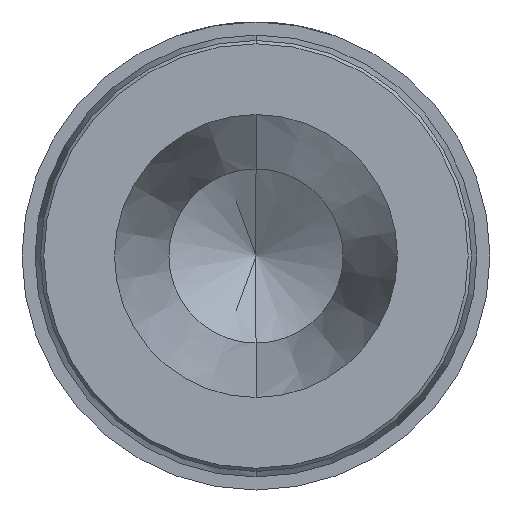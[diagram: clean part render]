
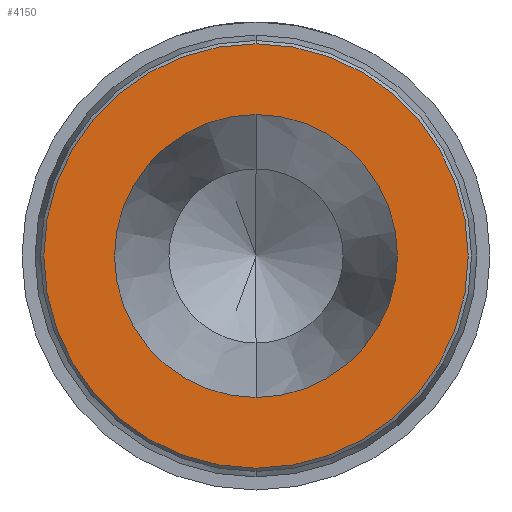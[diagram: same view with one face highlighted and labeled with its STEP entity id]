
A CAD part, front view. The second image highlights one B-rep face of the part: STEP entity #4150.
In plain terms, the highlighted planar face has unit normal (0, -1, 0).
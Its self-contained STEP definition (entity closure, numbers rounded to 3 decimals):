
#14 = DIRECTION ( 'NONE',  ( 0., 1., 0. ) ) ;
#28 = AXIS2_PLACEMENT_3D ( 'NONE', #4409, #3327, #1487 ) ;
#57 = FACE_BOUND ( 'NONE', #3333, .T. ) ;
#62 = AXIS2_PLACEMENT_3D ( 'NONE', #2958, #1126, #3699 ) ;
#270 = CIRCLE ( 'NONE', #4362, 0.975 ) ;
#354 = AXIS2_PLACEMENT_3D ( 'NONE', #1552, #438, #1927 ) ;
#375 = CARTESIAN_POINT ( 'NONE',  ( 0., -18., 0. ) ) ;
#386 = AXIS2_PLACEMENT_3D ( 'NONE', #1471, #3316, #1100 ) ;
#438 = DIRECTION ( 'NONE',  ( 0., 1., 0. ) ) ;
#600 = EDGE_CURVE ( 'Defeature ausgef�hrt3_8+Defeature ausgef�hrt3_9+Defeature ausgef�hrt3_9+Defeature ausgef�hrt3_9', #1190, #3668, #270, .T. ) ;
#659 = EDGE_LOOP ( 'NONE', ( #4775, #4175 ) ) ;
#695 = EDGE_CURVE ( 'Defeature ausgef�hrt3_9+Defeature ausgef�hrt3_15+Defeature ausgef�hrt3_15+Defeature ausgef�hrt3_15', #3221, #1429, #800, .T. ) ;
#800 = CIRCLE ( 'NONE', #62, 0.65 ) ;
#1100 = DIRECTION ( 'NONE',  ( 0., 0., 1. ) ) ;
#1126 = DIRECTION ( 'NONE',  ( 0., 1., 0. ) ) ;
#1190 = VERTEX_POINT ( 'NONE', #3987 ) ;
#1429 = VERTEX_POINT ( 'NONE', #2061 ) ;
#1471 = CARTESIAN_POINT ( 'NONE',  ( 0., -18., 0. ) ) ;
#1487 = DIRECTION ( 'NONE',  ( 0., 0., 1. ) ) ;
#1552 = CARTESIAN_POINT ( 'NONE',  ( 0.975, -18., 0. ) ) ;
#1851 = DIRECTION ( 'NONE',  ( 0., 0., 1. ) ) ;
#1927 = DIRECTION ( 'NONE',  ( 0., 0., 1. ) ) ;
#1938 = EDGE_CURVE ( 'Defeature ausgef�hrt3_9+Defeature ausgef�hrt3_15+Defeature ausgef�hrt3_15+Defeature ausgef�hrt3_15', #1429, #3221, #1979, .T. ) ;
#1979 = CIRCLE ( 'NONE', #28, 0.65 ) ;
#2061 = CARTESIAN_POINT ( 'NONE',  ( 0., -18., -0.65 ) ) ;
#2906 = CIRCLE ( 'NONE', #386, 0.975 ) ;
#2958 = CARTESIAN_POINT ( 'NONE',  ( 0., -18., 0. ) ) ;
#3221 = VERTEX_POINT ( 'NONE', #3792 ) ;
#3316 = DIRECTION ( 'NONE',  ( 0., 1., 0. ) ) ;
#3327 = DIRECTION ( 'NONE',  ( 0., 1., 0. ) ) ;
#3333 = EDGE_LOOP ( 'NONE', ( #3449, #4622 ) ) ;
#3392 = PLANE ( 'NONE',  #354 ) ;
#3449 = ORIENTED_EDGE ( 'NONE', *, *, #1938, .T. ) ;
#3451 = CARTESIAN_POINT ( 'NONE',  ( 0., -18., 0.975 ) ) ;
#3642 = FACE_OUTER_BOUND ( 'NONE', #659, .T. ) ;
#3668 = VERTEX_POINT ( 'NONE', #3451 ) ;
#3699 = DIRECTION ( 'NONE',  ( 0., 0., 1. ) ) ;
#3792 = CARTESIAN_POINT ( 'NONE',  ( 0., -18., 0.65 ) ) ;
#3948 = EDGE_CURVE ( 'Defeature ausgef�hrt3_8+Defeature ausgef�hrt3_9+Defeature ausgef�hrt3_9+Defeature ausgef�hrt3_9', #3668, #1190, #2906, .T. ) ;
#3987 = CARTESIAN_POINT ( 'NONE',  ( 0., -18., -0.975 ) ) ;
#4150 = ADVANCED_FACE ( 'Defeature ausgef�hrt3_9', ( #57, #3642 ), #3392, .F. ) ;
#4175 = ORIENTED_EDGE ( 'NONE', *, *, #600, .F. ) ;
#4362 = AXIS2_PLACEMENT_3D ( 'NONE', #375, #14, #1851 ) ;
#4409 = CARTESIAN_POINT ( 'NONE',  ( 0., -18., 0. ) ) ;
#4622 = ORIENTED_EDGE ( 'NONE', *, *, #695, .T. ) ;
#4775 = ORIENTED_EDGE ( 'NONE', *, *, #3948, .F. ) ;
